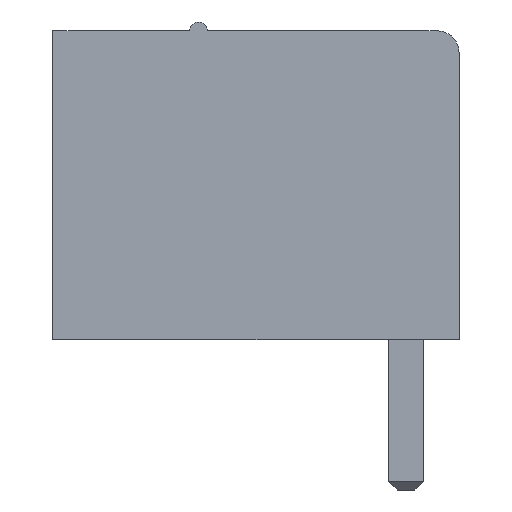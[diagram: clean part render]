
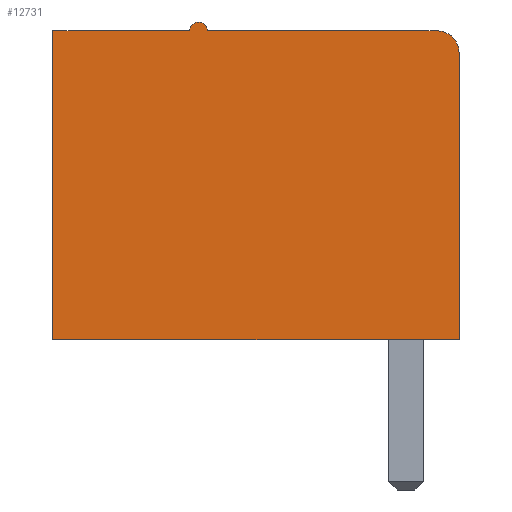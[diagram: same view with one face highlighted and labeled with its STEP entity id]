
A CAD part, left-side view. The second image highlights one B-rep face of the part: STEP entity #12731.
In plain terms, the highlighted planar face has unit normal (-1, 0, 0).
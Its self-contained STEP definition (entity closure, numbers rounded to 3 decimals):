
#331=CIRCLE('',#13748,0.5);
#332=CIRCLE('',#13749,0.2);
#926=FACE_OUTER_BOUND('',#1593,.T.);
#1593=EDGE_LOOP('',(#11233,#11234,#11235,#11236,#11237,#11238,#11239));
#3186=LINE('',#20405,#4865);
#3193=LINE('',#20421,#4872);
#3194=LINE('',#20425,#4873);
#3195=LINE('',#20427,#4874);
#3196=LINE('',#20428,#4875);
#4865=VECTOR('',#16766,10.);
#4872=VECTOR('',#16777,10.);
#4873=VECTOR('',#16780,10.);
#4874=VECTOR('',#16781,10.);
#4875=VECTOR('',#16782,10.);
#6082=VERTEX_POINT('',#20402);
#6083=VERTEX_POINT('',#20404);
#6089=VERTEX_POINT('',#20418);
#6090=VERTEX_POINT('',#20420);
#6091=VERTEX_POINT('',#20422);
#6092=VERTEX_POINT('',#20424);
#6093=VERTEX_POINT('',#20426);
#7813=EDGE_CURVE('',#6082,#6083,#3186,.T.);
#7820=EDGE_CURVE('',#6089,#6082,#331,.T.);
#7821=EDGE_CURVE('',#6090,#6089,#3193,.T.);
#7822=EDGE_CURVE('',#6091,#6090,#332,.T.);
#7823=EDGE_CURVE('',#6092,#6091,#3194,.T.);
#7824=EDGE_CURVE('',#6093,#6092,#3195,.T.);
#7825=EDGE_CURVE('',#6083,#6093,#3196,.T.);
#11233=ORIENTED_EDGE('',*,*,#7820,.F.);
#11234=ORIENTED_EDGE('',*,*,#7821,.F.);
#11235=ORIENTED_EDGE('',*,*,#7822,.F.);
#11236=ORIENTED_EDGE('',*,*,#7823,.F.);
#11237=ORIENTED_EDGE('',*,*,#7824,.F.);
#11238=ORIENTED_EDGE('',*,*,#7825,.F.);
#11239=ORIENTED_EDGE('',*,*,#7813,.F.);
#12091=PLANE('',#13747);
#12731=ADVANCED_FACE('',(#926),#12091,.F.);
#13747=AXIS2_PLACEMENT_3D('',#20417,#16773,#16774);
#13748=AXIS2_PLACEMENT_3D('',#20419,#16775,#16776);
#13749=AXIS2_PLACEMENT_3D('',#20423,#16778,#16779);
#16766=DIRECTION('',(0.,0.,-1.));
#16773=DIRECTION('center_axis',(1.,0.,0.));
#16774=DIRECTION('ref_axis',(0.,0.,-1.));
#16775=DIRECTION('center_axis',(1.,0.,0.));
#16776=DIRECTION('ref_axis',(0.,0.,1.));
#16777=DIRECTION('',(0.,-1.,0.));
#16778=DIRECTION('center_axis',(1.,0.,0.));
#16779=DIRECTION('ref_axis',(0.,1.,0.));
#16780=DIRECTION('',(0.,-1.,0.));
#16781=DIRECTION('',(0.,0.,1.));
#16782=DIRECTION('',(0.,1.,0.));
#20402=CARTESIAN_POINT('',(-2.54,-1.2,6.5));
#20404=CARTESIAN_POINT('',(-2.54,-1.2,0.));
#20405=CARTESIAN_POINT('',(-2.54,-1.2,6.5));
#20417=CARTESIAN_POINT('Origin',(-2.54,3.461,3.465));
#20418=CARTESIAN_POINT('',(-2.54,-0.7,7.));
#20419=CARTESIAN_POINT('Origin',(-2.54,-0.7,6.5));
#20420=CARTESIAN_POINT('',(-2.54,4.5,7.));
#20421=CARTESIAN_POINT('',(-2.54,4.5,7.));
#20422=CARTESIAN_POINT('',(-2.54,4.9,7.));
#20423=CARTESIAN_POINT('Origin',(-2.54,4.7,7.));
#20424=CARTESIAN_POINT('',(-2.54,8.,7.));
#20425=CARTESIAN_POINT('',(-2.54,8.,7.));
#20426=CARTESIAN_POINT('',(-2.54,8.,0.));
#20427=CARTESIAN_POINT('',(-2.54,8.,0.));
#20428=CARTESIAN_POINT('',(-2.54,-1.2,0.));
